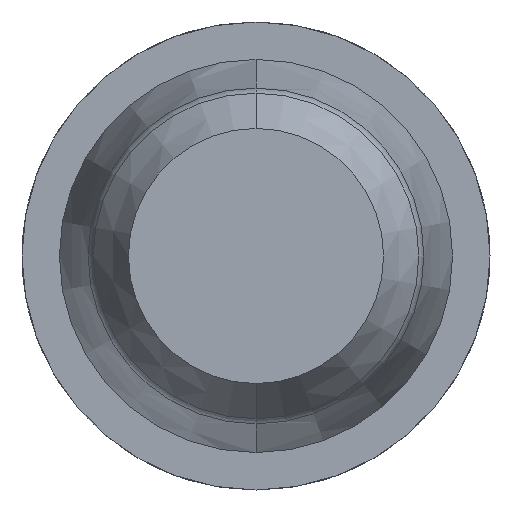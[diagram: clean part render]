
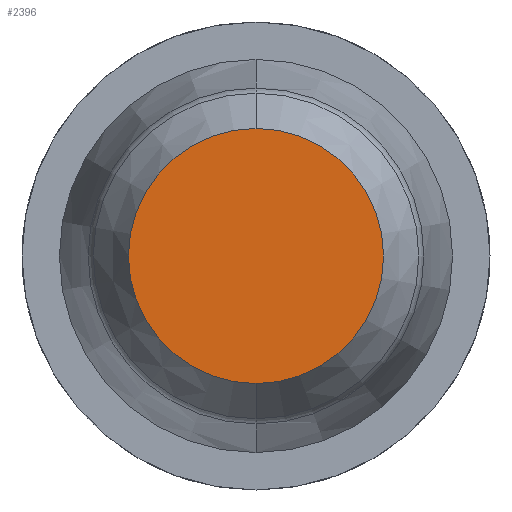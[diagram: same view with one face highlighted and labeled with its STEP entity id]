
A CAD part, front view. The second image highlights one B-rep face of the part: STEP entity #2396.
In plain terms, the highlighted planar face has unit normal (0, -1, 0).
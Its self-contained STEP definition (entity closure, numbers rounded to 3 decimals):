
#22 = CARTESIAN_POINT ( 'NONE',  ( 0., -30.5, 0. ) ) ;
#101 = AXIS2_PLACEMENT_3D ( 'NONE', #246, #2581, #3251 ) ;
#246 = CARTESIAN_POINT ( 'NONE',  ( 0., -30.5, 0. ) ) ;
#430 = DIRECTION ( 'NONE',  ( 0., 1., 0. ) ) ;
#497 = VERTEX_POINT ( 'NONE', #1412 ) ;
#674 = CARTESIAN_POINT ( 'NONE',  ( 0., -30.5, -0.627 ) ) ;
#1032 = EDGE_LOOP ( 'NONE', ( #2368, #1859 ) ) ;
#1074 = CARTESIAN_POINT ( 'NONE',  ( 0., -30.5, 0. ) ) ;
#1412 = CARTESIAN_POINT ( 'NONE',  ( 0., -30.5, 0.627 ) ) ;
#1447 = AXIS2_PLACEMENT_3D ( 'NONE', #1074, #430, #3690 ) ;
#1692 = FACE_OUTER_BOUND ( 'NONE', #1032, .T. ) ;
#1807 = EDGE_CURVE ( 'Defeature ausgef�hrt3_1+Defeature ausgef�hrt3_0+Defeature ausgef�hrt3_0+Defeature ausgef�hrt3_0', #497, #2988, #4282, .T. ) ;
#1859 = ORIENTED_EDGE ( 'NONE', *, *, #3684, .F. ) ;
#2315 = DIRECTION ( 'NONE',  ( 0., 1., 0. ) ) ;
#2368 = ORIENTED_EDGE ( 'NONE', *, *, #1807, .F. ) ;
#2396 = ADVANCED_FACE ( 'Defeature ausgef�hrt3_0', ( #1692 ), #3000, .F. ) ;
#2581 = DIRECTION ( 'NONE',  ( 0., 1., 0. ) ) ;
#2689 = DIRECTION ( 'NONE',  ( 0., 0., 1. ) ) ;
#2988 = VERTEX_POINT ( 'NONE', #674 ) ;
#3000 = PLANE ( 'NONE',  #4182 ) ;
#3251 = DIRECTION ( 'NONE',  ( 0., 0., 1. ) ) ;
#3646 = CIRCLE ( 'NONE', #1447, 0.627 ) ;
#3684 = EDGE_CURVE ( 'Defeature ausgef�hrt3_1+Defeature ausgef�hrt3_0+Defeature ausgef�hrt3_0+Defeature ausgef�hrt3_0', #2988, #497, #3646, .T. ) ;
#3690 = DIRECTION ( 'NONE',  ( 0., 0., 1. ) ) ;
#4182 = AXIS2_PLACEMENT_3D ( 'NONE', #22, #2315, #2689 ) ;
#4282 = CIRCLE ( 'NONE', #101, 0.627 ) ;
